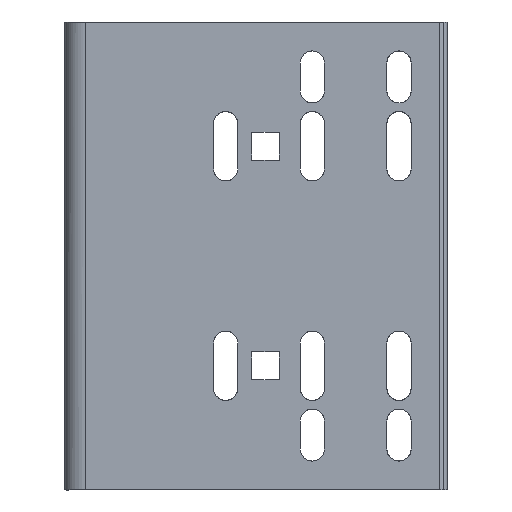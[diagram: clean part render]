
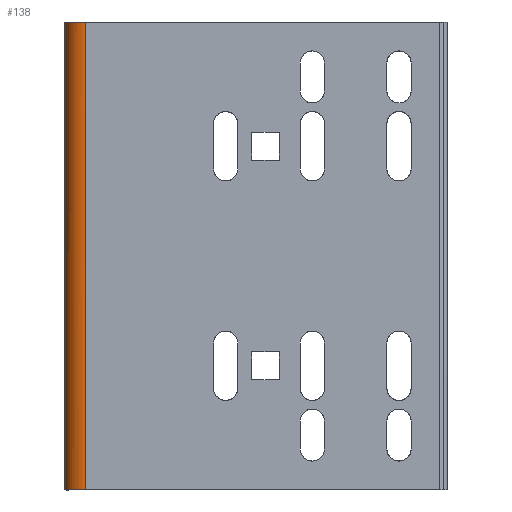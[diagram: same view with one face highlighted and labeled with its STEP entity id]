
A CAD part, left-side view. The second image highlights one B-rep face of the part: STEP entity #138.
In plain terms, the highlighted free-form (B-spline) face has degree [2, 1] with [9, 2] control points.
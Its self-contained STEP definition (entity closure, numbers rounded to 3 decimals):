
#138=ADVANCED_FACE('',(#394),#4509,.T.);
#394=FACE_OUTER_BOUND('',#740,.T.);
#740=EDGE_LOOP('',(#1500,#1501,#1502,#1503));
#1500=ORIENTED_EDGE('',*,*,#2803,.F.);
#1501=ORIENTED_EDGE('',*,*,#2806,.F.);
#1502=ORIENTED_EDGE('',*,*,#2807,.T.);
#1503=ORIENTED_EDGE('',*,*,#2808,.F.);
#2803=EDGE_CURVE('',#4385,#4199,#3892,.T.);
#2806=EDGE_CURVE('',#4384,#4385,#3373,.T.);
#2807=EDGE_CURVE('',#4384,#4200,#3374,.T.);
#2808=EDGE_CURVE('',#4199,#4200,#3375,.T.);
#3373=(
BOUNDED_CURVE()
B_SPLINE_CURVE(2,(#8378,#8379,#8380,#8381,#8382),.UNSPECIFIED.,.F.,.F.)
B_SPLINE_CURVE_WITH_KNOTS((3,2,3),(0.,9.425,18.85),
 .UNSPECIFIED.)
CURVE()
GEOMETRIC_REPRESENTATION_ITEM()
RATIONAL_B_SPLINE_CURVE((1.,0.707,1.,0.707,1.))
REPRESENTATION_ITEM('')
);
#3374=(
BOUNDED_CURVE()
B_SPLINE_CURVE(1,(#8383,#8384),.UNSPECIFIED.,.F.,.F.)
B_SPLINE_CURVE_WITH_KNOTS((2,2),(0.,135.),.UNSPECIFIED.)
CURVE()
GEOMETRIC_REPRESENTATION_ITEM()
RATIONAL_B_SPLINE_CURVE((1.,1.))
REPRESENTATION_ITEM('')
);
#3375=(
BOUNDED_CURVE()
B_SPLINE_CURVE(2,(#8385,#8386,#8387,#8388,#8389),.UNSPECIFIED.,.F.,.F.)
B_SPLINE_CURVE_WITH_KNOTS((3,2,3),(0.,9.425,18.85),
 .UNSPECIFIED.)
CURVE()
GEOMETRIC_REPRESENTATION_ITEM()
RATIONAL_B_SPLINE_CURVE((1.,0.707,1.,0.707,1.))
REPRESENTATION_ITEM('')
);
#3892=B_SPLINE_CURVE_WITH_KNOTS('',1,(#8372,#8373),.UNSPECIFIED.,.F.,.F.,
(2,2),(-135.,0.),.UNSPECIFIED.);
#4199=VERTEX_POINT('',#7237);
#4200=VERTEX_POINT('',#7238);
#4384=VERTEX_POINT('',#7422);
#4385=VERTEX_POINT('',#7423);
#4509=(
BOUNDED_SURFACE()
B_SPLINE_SURFACE(2,1,((#5164,#5165),(#5166,#5167),(#5168,#5169),(#5170,
#5171),(#5172,#5173),(#5174,#5175),(#5176,#5177),(#5178,#5179),(#5180,#5181)),
 .UNSPECIFIED.,.T.,.F.,.F.)
B_SPLINE_SURFACE_WITH_KNOTS((3,2,2,2,3),(2,2),(0.,1.571,3.142,
4.712,6.283),(0.,162.6),.UNSPECIFIED.)
GEOMETRIC_REPRESENTATION_ITEM()
RATIONAL_B_SPLINE_SURFACE(((1.,1.),(0.707,0.707),
(1.,1.),(0.707,0.707),(1.,1.),(0.707,
0.707),(1.,1.),(0.707,0.707),(1.,1.)))
REPRESENTATION_ITEM('')
SURFACE()
);
#5164=CARTESIAN_POINT('',(-294.,98.5,-81.3));
#5165=CARTESIAN_POINT('',(-294.,98.5,81.3));
#5166=CARTESIAN_POINT('',(-288.,98.5,-81.3));
#5167=CARTESIAN_POINT('',(-288.,98.5,81.3));
#5168=CARTESIAN_POINT('',(-288.,104.5,-81.3));
#5169=CARTESIAN_POINT('',(-288.,104.5,81.3));
#5170=CARTESIAN_POINT('',(-288.,110.5,-81.3));
#5171=CARTESIAN_POINT('',(-288.,110.5,81.3));
#5172=CARTESIAN_POINT('',(-294.,110.5,-81.3));
#5173=CARTESIAN_POINT('',(-294.,110.5,81.3));
#5174=CARTESIAN_POINT('',(-300.,110.5,-81.3));
#5175=CARTESIAN_POINT('',(-300.,110.5,81.3));
#5176=CARTESIAN_POINT('',(-300.,104.5,-81.3));
#5177=CARTESIAN_POINT('',(-300.,104.5,81.3));
#5178=CARTESIAN_POINT('',(-300.,98.5,-81.3));
#5179=CARTESIAN_POINT('',(-300.,98.5,81.3));
#5180=CARTESIAN_POINT('',(-294.,98.5,-81.3));
#5181=CARTESIAN_POINT('',(-294.,98.5,81.3));
#7237=CARTESIAN_POINT('',(-288.,104.5,67.5));
#7238=CARTESIAN_POINT('',(-300.,104.5,67.5));
#7422=CARTESIAN_POINT('',(-300.,104.5,-67.5));
#7423=CARTESIAN_POINT('',(-288.,104.5,-67.5));
#8372=CARTESIAN_POINT('',(-288.,104.5,-67.5));
#8373=CARTESIAN_POINT('',(-288.,104.5,67.5));
#8378=CARTESIAN_POINT('',(-300.,104.5,-67.5));
#8379=CARTESIAN_POINT('',(-300.,110.5,-67.5));
#8380=CARTESIAN_POINT('',(-294.,110.5,-67.5));
#8381=CARTESIAN_POINT('',(-288.,110.5,-67.5));
#8382=CARTESIAN_POINT('',(-288.,104.5,-67.5));
#8383=CARTESIAN_POINT('',(-300.,104.5,-67.5));
#8384=CARTESIAN_POINT('',(-300.,104.5,67.5));
#8385=CARTESIAN_POINT('',(-288.,104.5,67.5));
#8386=CARTESIAN_POINT('',(-288.,110.5,67.5));
#8387=CARTESIAN_POINT('',(-294.,110.5,67.5));
#8388=CARTESIAN_POINT('',(-300.,110.5,67.5));
#8389=CARTESIAN_POINT('',(-300.,104.5,67.5));
